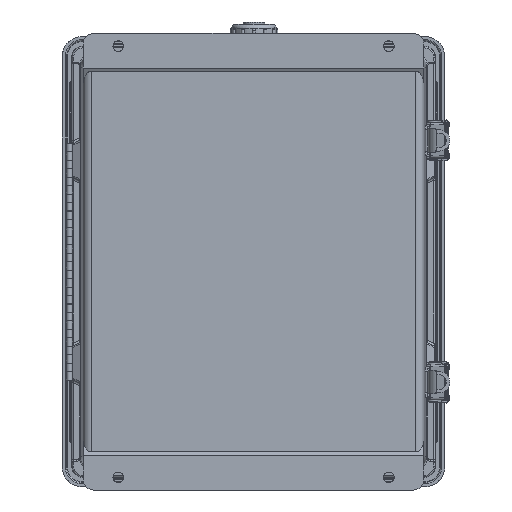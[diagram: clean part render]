
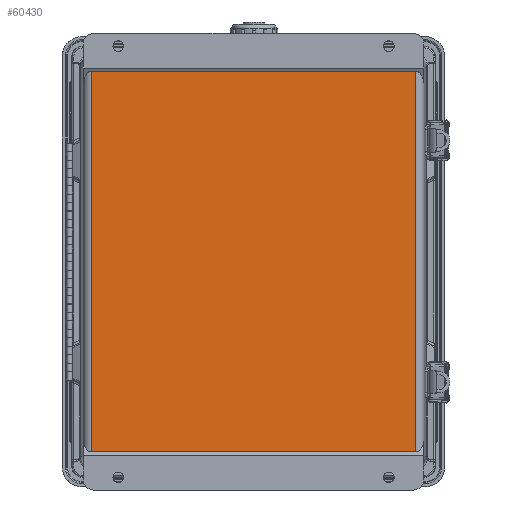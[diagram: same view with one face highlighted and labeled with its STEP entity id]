
A CAD part, front view. The second image highlights one B-rep face of the part: STEP entity #60430.
In plain terms, the highlighted planar face has unit normal (0, -1, 0).
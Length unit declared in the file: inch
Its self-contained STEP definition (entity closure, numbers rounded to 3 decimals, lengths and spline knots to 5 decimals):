
#707 = EDGE_LOOP ( 'NONE', ( #17210, #12695, #4729, #30348 ) ) ;
#3885 = CARTESIAN_POINT ( 'NONE',  ( 4.80523, 0.05906, -1.12591 ) ) ;
#4729 = ORIENTED_EDGE ( 'NONE', *, *, #18726, .T. ) ;
#4912 = LINE ( 'NONE', #42473, #26994 ) ;
#7496 = CARTESIAN_POINT ( 'NONE',  ( 4.80523, 0.05906, -1.12591 ) ) ;
#7805 = EDGE_CURVE ( 'NONE', #25536, #30054, #16373, .T. ) ;
#8600 = DIRECTION ( 'NONE',  ( 0., 0., 1. ) ) ;
#11059 = CARTESIAN_POINT ( 'NONE',  ( 5.11811, 0.05906, -1.12591 ) ) ;
#11075 = CARTESIAN_POINT ( 'NONE',  ( -4.80523, 0.05906, -12.37803 ) ) ;
#11892 = CARTESIAN_POINT ( 'NONE',  ( 4.80523, 0.05906, -12.37803 ) ) ;
#12279 = FACE_OUTER_BOUND ( 'NONE', #707, .T. ) ;
#12695 = ORIENTED_EDGE ( 'NONE', *, *, #40293, .F. ) ;
#13092 = DIRECTION ( 'NONE',  ( -1., 0., 0. ) ) ;
#13395 = VECTOR ( 'NONE', #16297, 39.37008 ) ;
#13992 = VERTEX_POINT ( 'NONE', #7496 ) ;
#14248 = DIRECTION ( 'NONE',  ( -1., 0., 0. ) ) ;
#16025 = DIRECTION ( 'NONE',  ( 0., 0., 1. ) ) ;
#16297 = DIRECTION ( 'NONE',  ( 0., 0., 1. ) ) ;
#16373 = LINE ( 'NONE', #44510, #13395 ) ;
#17210 = ORIENTED_EDGE ( 'NONE', *, *, #7805, .F. ) ;
#18726 = EDGE_CURVE ( 'NONE', #21420, #13992, #31723, .T. ) ;
#21420 = VERTEX_POINT ( 'NONE', #11892 ) ;
#25536 = VERTEX_POINT ( 'NONE', #11075 ) ;
#26994 = VECTOR ( 'NONE', #14248, 39.37008 ) ;
#28748 = VECTOR ( 'NONE', #8600, 39.37008 ) ;
#30021 = PLANE ( 'NONE',  #45339 ) ;
#30054 = VERTEX_POINT ( 'NONE', #38225 ) ;
#30348 = ORIENTED_EDGE ( 'NONE', *, *, #39676, .T. ) ;
#31723 = LINE ( 'NONE', #3885, #28748 ) ;
#38225 = CARTESIAN_POINT ( 'NONE',  ( -4.80523, 0.05906, -1.12591 ) ) ;
#39676 = EDGE_CURVE ( 'NONE', #13992, #30054, #58682, .T. ) ;
#40293 = EDGE_CURVE ( 'NONE', #21420, #25536, #4912, .T. ) ;
#41334 = CARTESIAN_POINT ( 'NONE',  ( 5.11811, 0.05906, -1.12591 ) ) ;
#42473 = CARTESIAN_POINT ( 'NONE',  ( 5.11811, 0.05906, -12.37803 ) ) ;
#44232 = DIRECTION ( 'NONE',  ( 0., 1., 0. ) ) ;
#44510 = CARTESIAN_POINT ( 'NONE',  ( -4.80523, 0.05906, -1.12591 ) ) ;
#45339 = AXIS2_PLACEMENT_3D ( 'NONE', #11059, #44232, #16025 ) ;
#46192 = VECTOR ( 'NONE', #13092, 39.37008 ) ;
#58682 = LINE ( 'NONE', #41334, #46192 ) ;
#60430 = ADVANCED_FACE ( 'NONE', ( #12279 ), #30021, .F. ) ;
